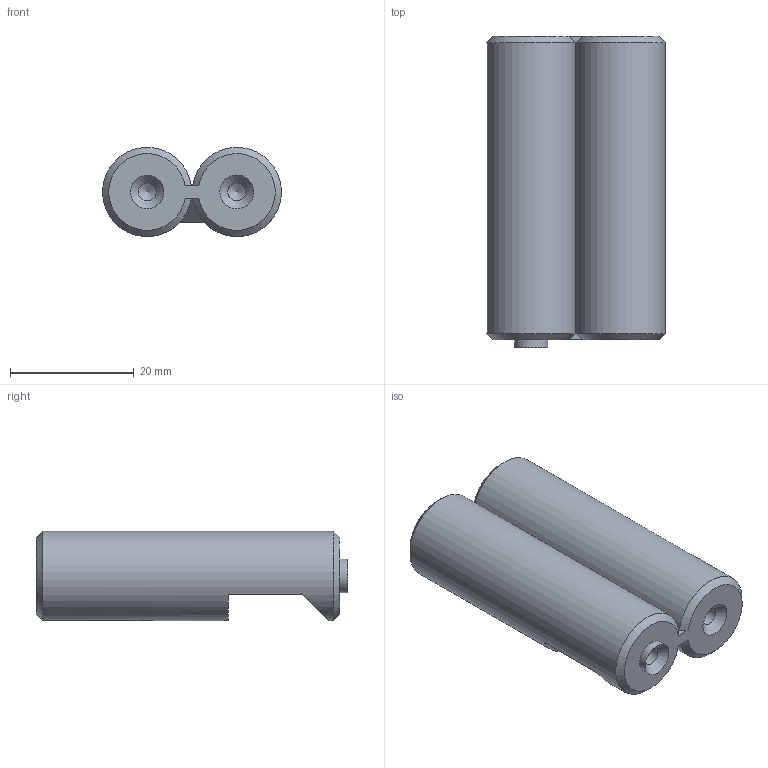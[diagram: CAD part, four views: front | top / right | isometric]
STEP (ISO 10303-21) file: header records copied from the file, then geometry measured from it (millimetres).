
FILE_DESCRIPTION(/* description */ ('STEP AP242','CAx-IF Rec.Pracs.---Representation and Presentation of Product Manufacturing Information (PMI)---4.0---2014-10-13','CAx-IF Rec.Pracs.---3D Tessellated Geometry---0.4---2014-09-14','2;1'),/* implementation_level */ '2;1');
FILE_NAME(/* name */ '68d8e89f1690b7fe7c962454',/* time_stamp */ '2025-09-28T07:49:52Z',/* author */ (''),/* organization */ (''),/* preprocessor_version */ 'ST-DEVELOPER v20',/* originating_system */ 'ONSHAPE BY PTC INC, 1.204',/* authorisation */ ' ');
FILE_SCHEMA (('AP242_MANAGED_MODEL_BASED_3D_ENGINEERING_MIM_LF { 1 0 10303 442 1 1 4 }'));
Length unit declared in the file: metre
Products named in the file (1): AA replacement
Bounding box: 28.81 x 50.25 x 14.39 mm (x, y, z)
Volume: 13882.9 mm3; surface area: 5211.3 mm2
Topology: 1 solids, 1 shells, 35 faces, 99 edges, 64 vertices
Faces by surface type: plane 18, cylinder 9, cone 8
Full cylindrical faces by diameter (mm): 2.9 x2, 5.4 x1
Entity records: 1060 total; most frequent: CARTESIAN_POINT 198, DIRECTION 180, ORIENTED_EDGE 162, EDGE_CURVE 81, AXIS2_PLACEMENT_3D 71, VERTEX_POINT 57, FACE_BOUND 48, EDGE_LOOP 46
